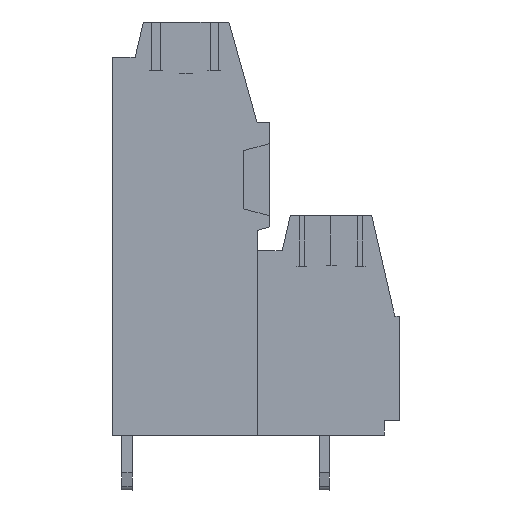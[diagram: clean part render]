
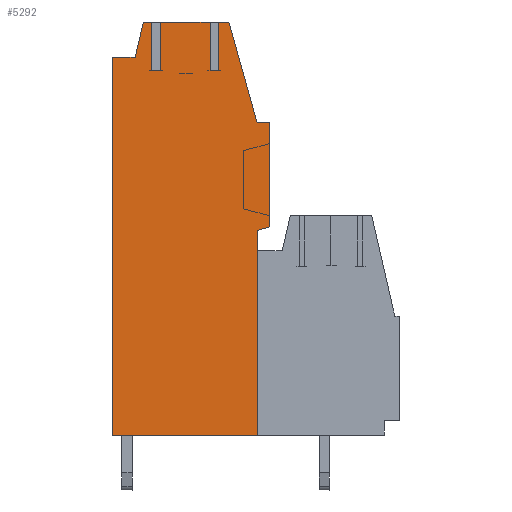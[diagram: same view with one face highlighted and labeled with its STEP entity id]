
A CAD part, left-side view. The second image highlights one B-rep face of the part: STEP entity #5292.
In plain terms, the highlighted planar face has unit normal (-1, 0, 0).
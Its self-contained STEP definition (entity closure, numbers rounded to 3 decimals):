
#5232=AXIS2_PLACEMENT_3D('Plane Axis2P3D',#5229,#5230,#5231) ;
#1685=CARTESIAN_POINT('Vertex',(0.,8.3,3.2)) ;
#1688=CARTESIAN_POINT('Line Origine',(0.,12.525,3.2)) ;
#1692=CARTESIAN_POINT('Vertex',(0.,16.75,3.2)) ;
#2918=CARTESIAN_POINT('Line Origine',(0.,16.75,14.225)) ;
#2922=CARTESIAN_POINT('Vertex',(0.,16.75,25.25)) ;
#3042=CARTESIAN_POINT('Vertex',(0.,8.3,15.15)) ;
#3045=CARTESIAN_POINT('Line Origine',(0.,8.3,9.175)) ;
#3206=CARTESIAN_POINT('Vertex',(0.,14.95,27.3)) ;
#3209=CARTESIAN_POINT('Line Origine',(0.,14.7,27.3)) ;
#3213=CARTESIAN_POINT('Vertex',(0.,14.45,27.3)) ;
#3262=CARTESIAN_POINT('Vertex',(0.,13.95,27.3)) ;
#3265=CARTESIAN_POINT('Line Origine',(0.,12.5,27.3)) ;
#3269=CARTESIAN_POINT('Vertex',(0.,11.05,27.3)) ;
#3318=CARTESIAN_POINT('Vertex',(0.,10.55,27.3)) ;
#3321=CARTESIAN_POINT('Line Origine',(0.,10.25,27.3)) ;
#3325=CARTESIAN_POINT('Vertex',(0.,9.95,27.3)) ;
#3853=CARTESIAN_POINT('Line Origine',(0.,9.131,24.375)) ;
#3857=CARTESIAN_POINT('Vertex',(0.,8.311,21.45)) ;
#3877=CARTESIAN_POINT('Line Origine',(0.,7.956,21.45)) ;
#3881=CARTESIAN_POINT('Vertex',(0.,7.6,21.45)) ;
#3901=CARTESIAN_POINT('Line Origine',(0.,7.6,18.4)) ;
#3905=CARTESIAN_POINT('Vertex',(0.,7.6,15.35)) ;
#4673=CARTESIAN_POINT('Line Origine',(0.,7.95,15.25)) ;
#4690=CARTESIAN_POINT('Line Origine',(0.,16.088,25.25)) ;
#4694=CARTESIAN_POINT('Vertex',(0.,15.425,25.25)) ;
#4714=CARTESIAN_POINT('Line Origine',(0.,15.188,26.275)) ;
#5229=CARTESIAN_POINT('Axis2P3D Location',(0.,7.6,0.)) ;
#5234=CARTESIAN_POINT('Line Origine',(0.,13.95,25.875)) ;
#5238=CARTESIAN_POINT('Vertex',(0.,13.95,24.45)) ;
#5241=CARTESIAN_POINT('Line Origine',(0.,14.2,24.45)) ;
#5245=CARTESIAN_POINT('Vertex',(0.,14.45,24.45)) ;
#5248=CARTESIAN_POINT('Line Origine',(0.,14.45,25.875)) ;
#5253=CARTESIAN_POINT('Line Origine',(0.,10.55,25.875)) ;
#5257=CARTESIAN_POINT('Vertex',(0.,10.55,24.45)) ;
#5260=CARTESIAN_POINT('Line Origine',(0.,10.8,24.45)) ;
#5264=CARTESIAN_POINT('Vertex',(0.,11.05,24.45)) ;
#5267=CARTESIAN_POINT('Line Origine',(0.,11.05,25.875)) ;
#1689=DIRECTION('Vector Direction',(0.,1.,0.)) ;
#2919=DIRECTION('Vector Direction',(0.,0.,1.)) ;
#3046=DIRECTION('Vector Direction',(0.,0.,-1.)) ;
#3210=DIRECTION('Vector Direction',(0.,-1.,0.)) ;
#3266=DIRECTION('Vector Direction',(0.,-1.,0.)) ;
#3322=DIRECTION('Vector Direction',(0.,-1.,0.)) ;
#3854=DIRECTION('Vector Direction',(0.,-0.27,-0.963)) ;
#3878=DIRECTION('Vector Direction',(0.,-1.,0.)) ;
#3902=DIRECTION('Vector Direction',(0.,0.,-1.)) ;
#4674=DIRECTION('Vector Direction',(0.,0.962,-0.275)) ;
#4691=DIRECTION('Vector Direction',(0.,-1.,0.)) ;
#4715=DIRECTION('Vector Direction',(0.,-0.226,0.974)) ;
#5230=DIRECTION('Axis2P3D Direction',(-1.,0.,0.)) ;
#5231=DIRECTION('Axis2P3D XDirection',(0.,0.,1.)) ;
#5235=DIRECTION('Vector Direction',(0.,0.,1.)) ;
#5242=DIRECTION('Vector Direction',(0.,-1.,0.)) ;
#5249=DIRECTION('Vector Direction',(0.,0.,1.)) ;
#5254=DIRECTION('Vector Direction',(0.,0.,1.)) ;
#5261=DIRECTION('Vector Direction',(0.,-1.,0.)) ;
#5268=DIRECTION('Vector Direction',(0.,0.,1.)) ;
#1690=VECTOR('Line Direction',#1689,1.) ;
#2920=VECTOR('Line Direction',#2919,1.) ;
#3047=VECTOR('Line Direction',#3046,1.) ;
#3211=VECTOR('Line Direction',#3210,1.) ;
#3267=VECTOR('Line Direction',#3266,1.) ;
#3323=VECTOR('Line Direction',#3322,1.) ;
#3855=VECTOR('Line Direction',#3854,1.) ;
#3879=VECTOR('Line Direction',#3878,1.) ;
#3903=VECTOR('Line Direction',#3902,1.) ;
#4675=VECTOR('Line Direction',#4674,1.) ;
#4692=VECTOR('Line Direction',#4691,1.) ;
#4716=VECTOR('Line Direction',#4715,1.) ;
#5236=VECTOR('Line Direction',#5235,1.) ;
#5243=VECTOR('Line Direction',#5242,1.) ;
#5250=VECTOR('Line Direction',#5249,1.) ;
#5255=VECTOR('Line Direction',#5254,1.) ;
#5262=VECTOR('Line Direction',#5261,1.) ;
#5269=VECTOR('Line Direction',#5268,1.) ;
#5273=ORIENTED_EDGE('',*,*,#3271,.T.) ;
#5274=ORIENTED_EDGE('',*,*,#5240,.F.) ;
#5275=ORIENTED_EDGE('',*,*,#5247,.F.) ;
#5276=ORIENTED_EDGE('',*,*,#5252,.T.) ;
#5277=ORIENTED_EDGE('',*,*,#3215,.T.) ;
#5278=ORIENTED_EDGE('',*,*,#4718,.T.) ;
#5279=ORIENTED_EDGE('',*,*,#4696,.T.) ;
#5280=ORIENTED_EDGE('',*,*,#2924,.T.) ;
#5281=ORIENTED_EDGE('',*,*,#1694,.T.) ;
#5282=ORIENTED_EDGE('',*,*,#3049,.T.) ;
#5283=ORIENTED_EDGE('',*,*,#4677,.T.) ;
#5284=ORIENTED_EDGE('',*,*,#3907,.T.) ;
#5285=ORIENTED_EDGE('',*,*,#3883,.T.) ;
#5286=ORIENTED_EDGE('',*,*,#3859,.T.) ;
#5287=ORIENTED_EDGE('',*,*,#3327,.T.) ;
#5288=ORIENTED_EDGE('',*,*,#5259,.F.) ;
#5289=ORIENTED_EDGE('',*,*,#5266,.F.) ;
#5290=ORIENTED_EDGE('',*,*,#5271,.T.) ;
#5292=ADVANCED_FACE('Hauptk\X2\00F6\X0\rper',(#5291),#5233,.T.) ;
#1694=EDGE_CURVE('',#1693,#1686,#1691,.F.) ;
#2924=EDGE_CURVE('',#2923,#1693,#2921,.F.) ;
#3049=EDGE_CURVE('',#1686,#3043,#3048,.F.) ;
#3215=EDGE_CURVE('',#3214,#3207,#3212,.F.) ;
#3271=EDGE_CURVE('',#3270,#3263,#3268,.F.) ;
#3327=EDGE_CURVE('',#3326,#3319,#3324,.F.) ;
#3859=EDGE_CURVE('',#3858,#3326,#3856,.F.) ;
#3883=EDGE_CURVE('',#3882,#3858,#3880,.F.) ;
#3907=EDGE_CURVE('',#3906,#3882,#3904,.F.) ;
#4677=EDGE_CURVE('',#3043,#3906,#4676,.F.) ;
#4696=EDGE_CURVE('',#4695,#2923,#4693,.F.) ;
#4718=EDGE_CURVE('',#3207,#4695,#4717,.F.) ;
#5240=EDGE_CURVE('',#5239,#3263,#5237,.T.) ;
#5247=EDGE_CURVE('',#5246,#5239,#5244,.T.) ;
#5252=EDGE_CURVE('',#5246,#3214,#5251,.T.) ;
#5259=EDGE_CURVE('',#5258,#3319,#5256,.T.) ;
#5266=EDGE_CURVE('',#5265,#5258,#5263,.T.) ;
#5271=EDGE_CURVE('',#5265,#3270,#5270,.T.) ;
#5272=EDGE_LOOP('',(#5273,#5274,#5275,#5276,#5277,#5278,#5279,#5280,#5281,#5282,#5283,#5284,#5285,#5286,#5287,#5288,#5289,#5290)) ;
#5291=FACE_OUTER_BOUND('',#5272,.T.) ;
#1691=LINE('Line',#1688,#1690) ;
#2921=LINE('Line',#2918,#2920) ;
#3048=LINE('Line',#3045,#3047) ;
#3212=LINE('Line',#3209,#3211) ;
#3268=LINE('Line',#3265,#3267) ;
#3324=LINE('Line',#3321,#3323) ;
#3856=LINE('Line',#3853,#3855) ;
#3880=LINE('Line',#3877,#3879) ;
#3904=LINE('Line',#3901,#3903) ;
#4676=LINE('Line',#4673,#4675) ;
#4693=LINE('Line',#4690,#4692) ;
#4717=LINE('Line',#4714,#4716) ;
#5237=LINE('Line',#5234,#5236) ;
#5244=LINE('Line',#5241,#5243) ;
#5251=LINE('Line',#5248,#5250) ;
#5256=LINE('Line',#5253,#5255) ;
#5263=LINE('Line',#5260,#5262) ;
#5270=LINE('Line',#5267,#5269) ;
#5233=PLANE('',#5232) ;
#1686=VERTEX_POINT('',#1685) ;
#1693=VERTEX_POINT('',#1692) ;
#2923=VERTEX_POINT('',#2922) ;
#3043=VERTEX_POINT('',#3042) ;
#3207=VERTEX_POINT('',#3206) ;
#3214=VERTEX_POINT('',#3213) ;
#3263=VERTEX_POINT('',#3262) ;
#3270=VERTEX_POINT('',#3269) ;
#3319=VERTEX_POINT('',#3318) ;
#3326=VERTEX_POINT('',#3325) ;
#3858=VERTEX_POINT('',#3857) ;
#3882=VERTEX_POINT('',#3881) ;
#3906=VERTEX_POINT('',#3905) ;
#4695=VERTEX_POINT('',#4694) ;
#5239=VERTEX_POINT('',#5238) ;
#5246=VERTEX_POINT('',#5245) ;
#5258=VERTEX_POINT('',#5257) ;
#5265=VERTEX_POINT('',#5264) ;
